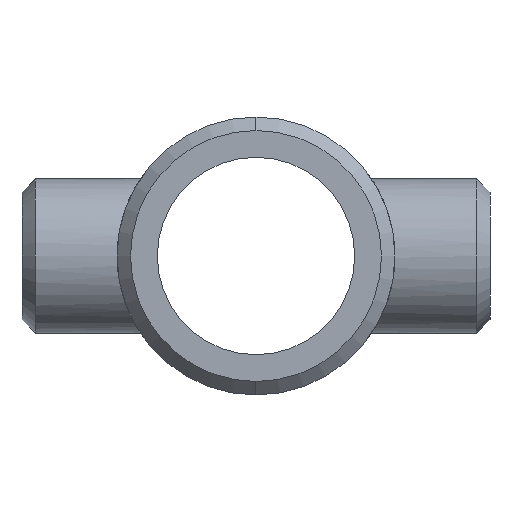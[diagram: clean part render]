
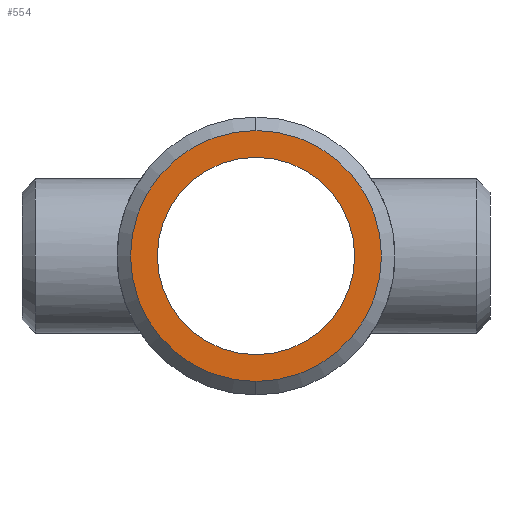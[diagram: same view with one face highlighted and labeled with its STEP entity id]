
A CAD part, left-side view. The second image highlights one B-rep face of the part: STEP entity #554.
In plain terms, the highlighted planar face has unit normal (-1, 0, 0).
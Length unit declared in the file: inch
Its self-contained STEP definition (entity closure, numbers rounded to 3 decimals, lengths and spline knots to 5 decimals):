
#8 = CARTESIAN_POINT ( 'NONE',  ( -2.5, 0., -1.07283 ) ) ;
#23 = DIRECTION ( 'NONE',  ( 0., 0., 1. ) ) ;
#50 = VERTEX_POINT ( 'NONE', #1051 ) ;
#104 = EDGE_CURVE ( 'NONE', #364, #302, #632, .T. ) ;
#134 = ORIENTED_EDGE ( 'NONE', *, *, #628, .T. ) ;
#174 = EDGE_LOOP ( 'NONE', ( #134, #247 ) ) ;
#244 = CARTESIAN_POINT ( 'NONE',  ( -2.5, 0., 0. ) ) ;
#247 = ORIENTED_EDGE ( 'NONE', *, *, #483, .T. ) ;
#256 = ORIENTED_EDGE ( 'NONE', *, *, #411, .T. ) ;
#298 = AXIS2_PLACEMENT_3D ( 'NONE', #711, #811, #23 ) ;
#302 = VERTEX_POINT ( 'NONE', #583 ) ;
#321 = DIRECTION ( 'NONE',  ( -1., 0., 0. ) ) ;
#335 = PLANE ( 'NONE',  #1049 ) ;
#338 = CARTESIAN_POINT ( 'NONE',  ( -2.5, 0., 0. ) ) ;
#351 = CARTESIAN_POINT ( 'NONE',  ( -2.5, 0., 0. ) ) ;
#354 = ORIENTED_EDGE ( 'NONE', *, *, #104, .T. ) ;
#364 = VERTEX_POINT ( 'NONE', #680 ) ;
#385 = AXIS2_PLACEMENT_3D ( 'NONE', #338, #321, #837 ) ;
#411 = EDGE_CURVE ( 'NONE', #302, #364, #594, .T. ) ;
#424 = AXIS2_PLACEMENT_3D ( 'NONE', #351, #1019, #848 ) ;
#483 = EDGE_CURVE ( 'NONE', #50, #946, #864, .T. ) ;
#554 = ADVANCED_FACE ( 'NONE', ( #1099, #922 ), #335, .T. ) ;
#583 = CARTESIAN_POINT ( 'NONE',  ( -2.5, 0., -0.8435 ) ) ;
#594 = CIRCLE ( 'NONE', #971, 0.8435 ) ;
#628 = EDGE_CURVE ( 'NONE', #946, #50, #660, .T. ) ;
#632 = CIRCLE ( 'NONE', #298, 0.8435 ) ;
#660 = CIRCLE ( 'NONE', #385, 1.07283 ) ;
#680 = CARTESIAN_POINT ( 'NONE',  ( -2.5, 0., 0.8435 ) ) ;
#709 = EDGE_LOOP ( 'NONE', ( #354, #256 ) ) ;
#711 = CARTESIAN_POINT ( 'NONE',  ( -2.5, 0., 0. ) ) ;
#811 = DIRECTION ( 'NONE',  ( 1., 0., 0. ) ) ;
#837 = DIRECTION ( 'NONE',  ( 0., 0., 1. ) ) ;
#848 = DIRECTION ( 'NONE',  ( 0., 0., 1. ) ) ;
#864 = CIRCLE ( 'NONE', #424, 1.07283 ) ;
#922 = FACE_BOUND ( 'NONE', #709, .T. ) ;
#923 = DIRECTION ( 'NONE',  ( 1., 0., 0. ) ) ;
#931 = DIRECTION ( 'NONE',  ( 0., 0., 1. ) ) ;
#932 = DIRECTION ( 'NONE',  ( -1., 0., 0. ) ) ;
#946 = VERTEX_POINT ( 'NONE', #8 ) ;
#971 = AXIS2_PLACEMENT_3D ( 'NONE', #1107, #923, #931 ) ;
#1015 = DIRECTION ( 'NONE',  ( 0., 0., -1. ) ) ;
#1019 = DIRECTION ( 'NONE',  ( -1., 0., 0. ) ) ;
#1049 = AXIS2_PLACEMENT_3D ( 'NONE', #244, #932, #1015 ) ;
#1051 = CARTESIAN_POINT ( 'NONE',  ( -2.5, 0., 1.07283 ) ) ;
#1099 = FACE_OUTER_BOUND ( 'NONE', #174, .T. ) ;
#1107 = CARTESIAN_POINT ( 'NONE',  ( -2.5, 0., 0. ) ) ;
